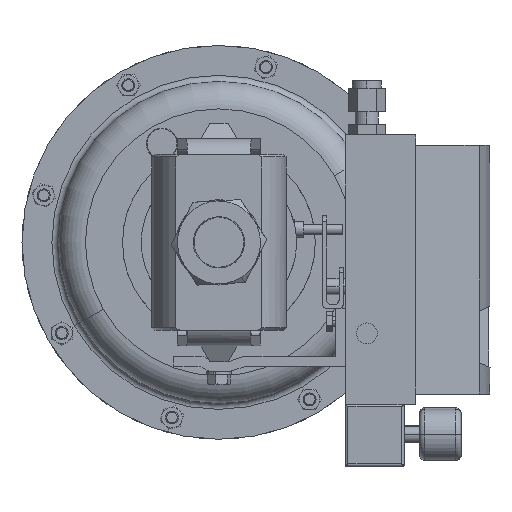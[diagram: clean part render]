
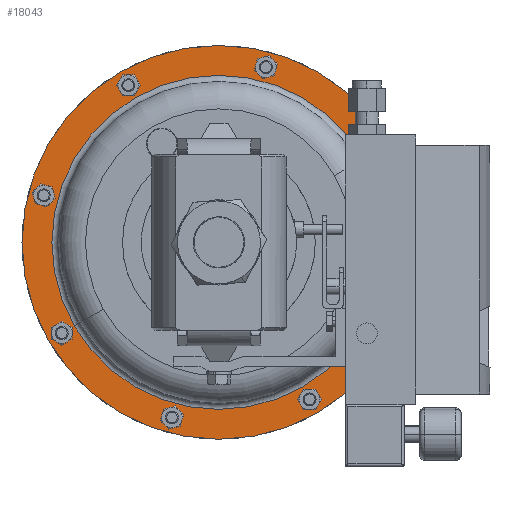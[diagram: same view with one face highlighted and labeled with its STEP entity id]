
A CAD part, front view. The second image highlights one B-rep face of the part: STEP entity #18043.
In plain terms, the highlighted planar face has unit normal (0, -1, 0).
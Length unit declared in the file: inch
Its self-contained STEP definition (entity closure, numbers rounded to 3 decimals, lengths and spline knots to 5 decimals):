
#1019 = CIRCLE ( 'NONE', #3995, 4.029 ) ;
#1369 = FACE_OUTER_BOUND ( 'NONE', #10920, .T. ) ;
#1555 = DIRECTION ( 'NONE',  ( 0., 1., 0. ) ) ;
#1886 = CARTESIAN_POINT ( 'NONE',  ( -3.48922, 8.997, -2.0145 ) ) ;
#3115 = DIRECTION ( 'NONE',  ( 0., 1., 0. ) ) ;
#3343 = DIRECTION ( 'NONE',  ( 0.866, 0., 0.5 ) ) ;
#3461 = AXIS2_PLACEMENT_3D ( 'NONE', #19352, #9527, #20988 ) ;
#3779 = DIRECTION ( 'NONE',  ( 0., 1., 0. ) ) ;
#3995 = AXIS2_PLACEMENT_3D ( 'NONE', #11426, #1555, #13045 ) ;
#4518 = EDGE_LOOP ( 'NONE', ( #7104, #5985 ) ) ;
#5204 = EDGE_CURVE ( 'NONE', #5525, #16001, #1019, .T. ) ;
#5525 = VERTEX_POINT ( 'NONE', #9450 ) ;
#5985 = ORIENTED_EDGE ( 'NONE', *, *, #5204, .T. ) ;
#6590 = PLANE ( 'NONE',  #11046 ) ;
#6972 = VERTEX_POINT ( 'NONE', #12001 ) ;
#7104 = ORIENTED_EDGE ( 'NONE', *, *, #7821, .T. ) ;
#7821 = EDGE_CURVE ( 'NONE', #16001, #5525, #20220, .T. ) ;
#8161 = CARTESIAN_POINT ( 'NONE',  ( -2.375, 8.997, 4.11362 ) ) ;
#8640 = CIRCLE ( 'NONE', #18893, 4.75 ) ;
#9450 = CARTESIAN_POINT ( 'NONE',  ( 3.48922, 8.997, 2.0145 ) ) ;
#9527 = DIRECTION ( 'NONE',  ( 0., 1., 0. ) ) ;
#10920 = EDGE_LOOP ( 'NONE', ( #20146, #14357 ) ) ;
#11046 = AXIS2_PLACEMENT_3D ( 'NONE', #8161, #13167, #3343 ) ;
#11426 = CARTESIAN_POINT ( 'NONE',  ( 0., 8.997, 0. ) ) ;
#12001 = CARTESIAN_POINT ( 'NONE',  ( 4.11362, 8.997, 2.375 ) ) ;
#12230 = AXIS2_PLACEMENT_3D ( 'NONE', #12963, #3115, #14595 ) ;
#12963 = CARTESIAN_POINT ( 'NONE',  ( 0., 8.997, 0. ) ) ;
#13045 = DIRECTION ( 'NONE',  ( -0.866, 0., -0.5 ) ) ;
#13167 = DIRECTION ( 'NONE',  ( 0., -1., 0. ) ) ;
#13600 = CARTESIAN_POINT ( 'NONE',  ( 0., 8.997, 0. ) ) ;
#14357 = ORIENTED_EDGE ( 'NONE', *, *, #17221, .F. ) ;
#14595 = DIRECTION ( 'NONE',  ( -0.866, 0., -0.5 ) ) ;
#15000 = CIRCLE ( 'NONE', #3461, 4.75 ) ;
#15244 = DIRECTION ( 'NONE',  ( -0.866, 0., -0.5 ) ) ;
#16001 = VERTEX_POINT ( 'NONE', #1886 ) ;
#16779 = FACE_BOUND ( 'NONE', #4518, .T. ) ;
#17221 = EDGE_CURVE ( 'NONE', #6972, #18783, #15000, .T. ) ;
#18043 = ADVANCED_FACE ( 'NONE', ( #16779, #1369 ), #6590, .T. ) ;
#18783 = VERTEX_POINT ( 'NONE', #20726 ) ;
#18893 = AXIS2_PLACEMENT_3D ( 'NONE', #13600, #3779, #15244 ) ;
#19352 = CARTESIAN_POINT ( 'NONE',  ( 0., 8.997, 0. ) ) ;
#20146 = ORIENTED_EDGE ( 'NONE', *, *, #20878, .F. ) ;
#20220 = CIRCLE ( 'NONE', #12230, 4.029 ) ;
#20726 = CARTESIAN_POINT ( 'NONE',  ( -4.11362, 8.997, -2.375 ) ) ;
#20878 = EDGE_CURVE ( 'NONE', #18783, #6972, #8640, .T. ) ;
#20988 = DIRECTION ( 'NONE',  ( -0.866, 0., -0.5 ) ) ;
